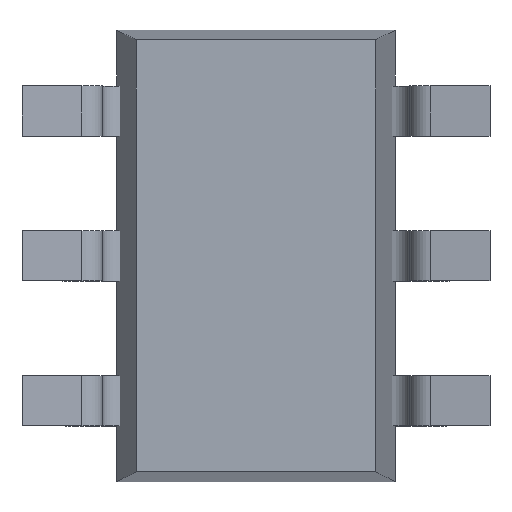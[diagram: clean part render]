
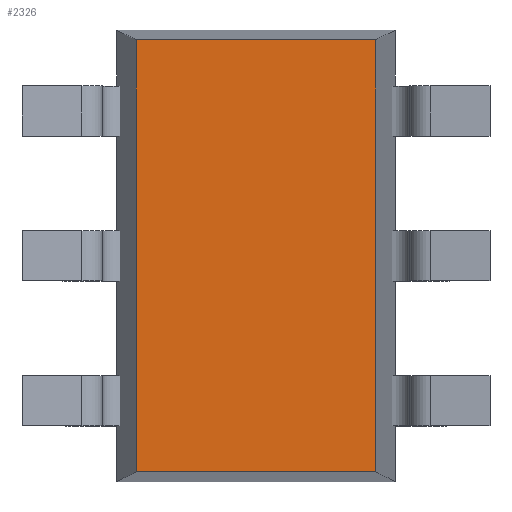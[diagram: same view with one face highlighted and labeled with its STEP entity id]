
A CAD part, top view. The second image highlights one B-rep face of the part: STEP entity #2326.
In plain terms, the highlighted planar face has unit normal (0, 0, 1).
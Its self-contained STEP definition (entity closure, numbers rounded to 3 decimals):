
#9=DIRECTION('',(1.,0.,0.));
#10=VECTOR('',#9,1.073);
#11=CARTESIAN_POINT('',(-0.537,-0.968,
0.5));
#12=LINE('',#11,#10);
#749=DIRECTION('',(0.,1.,0.));
#750=VECTOR('',#749,1.938);
#751=CARTESIAN_POINT('',(-0.537,-0.968,
0.5));
#752=LINE('',#751,#750);
#753=DIRECTION('',(1.,0.,0.));
#754=VECTOR('',#753,1.073);
#755=CARTESIAN_POINT('',(-0.537,0.969,
0.5));
#756=LINE('',#755,#754);
#757=DIRECTION('',(0.,-1.,0.));
#758=VECTOR('',#757,1.938);
#759=CARTESIAN_POINT('',(0.537,0.969,
0.5));
#760=LINE('',#759,#758);
#1058=CARTESIAN_POINT('',(0.537,-0.968,
0.5));
#1060=VERTEX_POINT('',#1058);
#1062=CARTESIAN_POINT('',(-0.537,-0.968,
0.5));
#1064=VERTEX_POINT('',#1062);
#1085=CARTESIAN_POINT('',(0.537,0.969,
0.5));
#1086=VERTEX_POINT('',#1085);
#1087=CARTESIAN_POINT('',(-0.537,0.969,
0.5));
#1088=VERTEX_POINT('',#1087);
#2315=CARTESIAN_POINT('',(-0.625,0.582,0.5));
#2316=DIRECTION('',(0.,0.,1.));
#2317=DIRECTION('',(0.,-1.,0.));
#2318=AXIS2_PLACEMENT_3D('',#2315,#2316,#2317);
#2319=PLANE('',#2318);
#2320=ORIENTED_EDGE('',*,*,#2063,.T.);
#2321=ORIENTED_EDGE('',*,*,#2308,.T.);
#2322=ORIENTED_EDGE('',*,*,#1375,.T.);
#2323=ORIENTED_EDGE('',*,*,#1340,.F.);
#2324=EDGE_LOOP('',(#2320,#2321,#2322,#2323));
#2325=FACE_OUTER_BOUND('',#2324,.F.);
#1340=EDGE_CURVE('',#1064,#1060,#12,.T.);
#1375=EDGE_CURVE('',#1086,#1060,#760,.T.);
#2063=EDGE_CURVE('',#1064,#1088,#752,.T.);
#2308=EDGE_CURVE('',#1088,#1086,#756,.T.);
#2326=ADVANCED_FACE('',(#2325),#2319,.T.);
